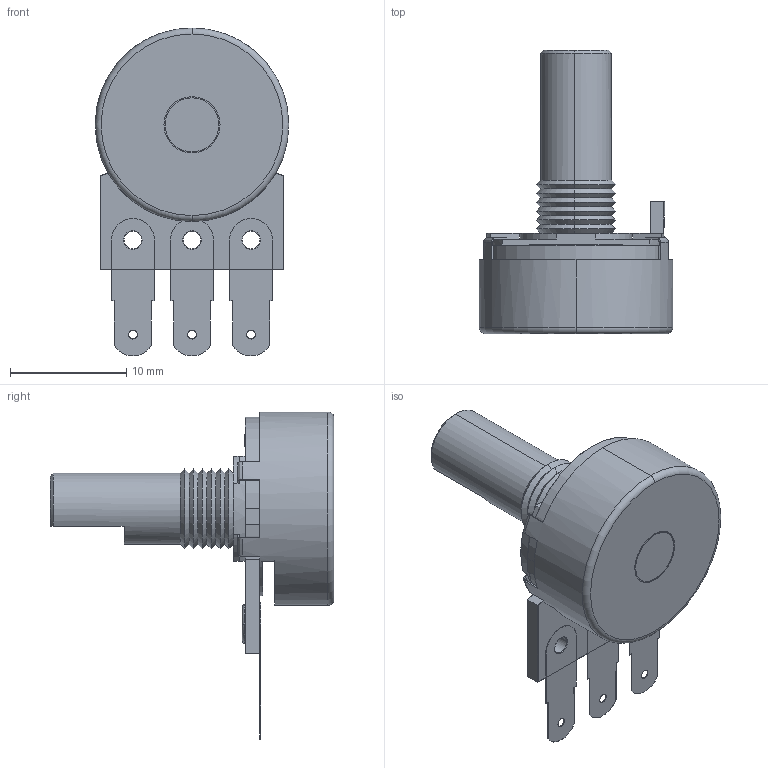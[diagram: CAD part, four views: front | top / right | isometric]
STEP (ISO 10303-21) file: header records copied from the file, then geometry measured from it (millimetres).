
FILE_DESCRIPTION (( 'STEP AP214' ), '1' );
FILE_NAME ('User Library-Potentiometer-4.STEP', '2023-02-20T17:14:25', ( '' ), ( '' ), 'SwSTEP 2.0', 'SolidWorks 2022', '' );
FILE_SCHEMA (( 'AUTOMOTIVE_DESIGN' ));
Length unit declared in the file: inch
Products named in the file (6): POT PLATE 1; POT shaft; POT Board_-1; POT wire connections; Pot Base_-1; User Library-Potentiometer-4
Assembly tree (5 placements, depth 2):
  User Library-Potentiometer-4
    Pot Base_-1
    POT Board_-1
    POT PLATE 1
    POT shaft
    POT wire connections
Bounding box: 16.64 x 24.38 x 28.19 mm (x, y, z)
Volume: 1038.7 mm3; surface area: 3505 mm2
Topology: 16 solids, 16 shells, 376 faces, 903 edges, 577 vertices
Faces by surface type: plane 133, cylinder 107, bspline 60, torus 38, cone 38
Entity records: 16368 total; most frequent: CARTESIAN_POINT 5407, ORIENTED_EDGE 1806, DIRECTION 1660, EDGE_CURVE 903, AXIS2_PLACEMENT_3D 626, VERTEX_POINT 577, EDGE_LOOP 416, LINE 408
